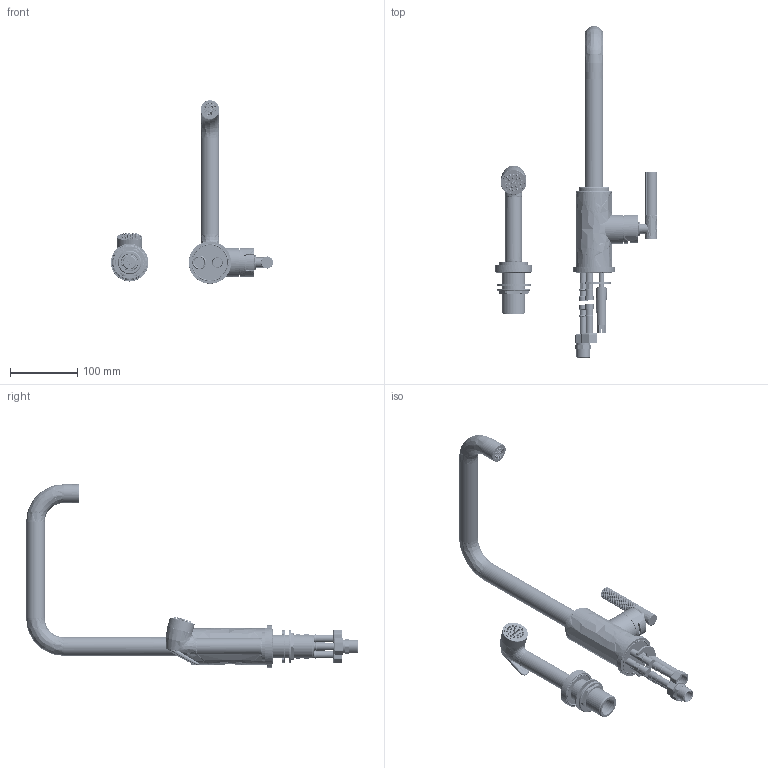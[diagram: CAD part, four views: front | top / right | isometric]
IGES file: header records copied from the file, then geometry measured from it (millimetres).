
Global section: file name: V7K33LL; native system: Autodesk Inventor 2020; preprocessor: unknown; author: rclarke; date: 20220512.095243; units: millimetre
Bounding box: 242.21 x 495.09 x 273.6 mm (x, y, z)
Volume: 635030 mm3; surface area: 327131.1 mm2
Topology: 65 solids, 73 shells, 4317 faces, 11033 edges, 7105 vertices
Faces by surface type: bspline 4317
